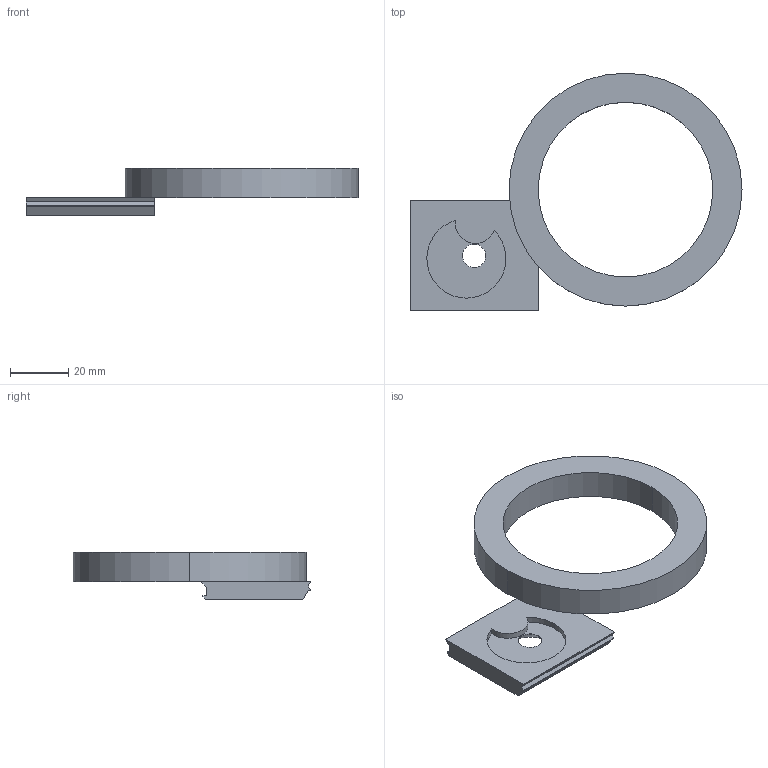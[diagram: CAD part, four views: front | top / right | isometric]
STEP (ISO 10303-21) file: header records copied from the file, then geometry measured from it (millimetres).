
FILE_DESCRIPTION (( 'STEP AP203' ), '1' );
FILE_NAME ('P25_Mouth_Monocle.step', '2020-03-06T13:29:32', ( '' ), ( '' ), 'SwSTEP 2.0', 'SolidWorks 2018', '' );
FILE_SCHEMA (( 'CONFIG_CONTROL_DESIGN' ));
Length unit declared in the file: millimetre
Products named in the file (1): P25_Mouth_Monocle
Bounding box: 114 x 81.61 x 16.2 mm (x, y, z)
Volume: 29992.8 mm3; surface area: 13288.1 mm2
Topology: 2 solids, 2 shells, 53 faces, 132 edges, 78 vertices
Faces by surface type: cylinder 19, cone 18, plane 16
Entity records: 1611 total; most frequent: DIRECTION 278, CARTESIAN_POINT 276, ORIENTED_EDGE 248, EDGE_CURVE 124, AXIS2_PLACEMENT_3D 104, VERTEX_POINT 78, VECTOR 70, LINE 70
